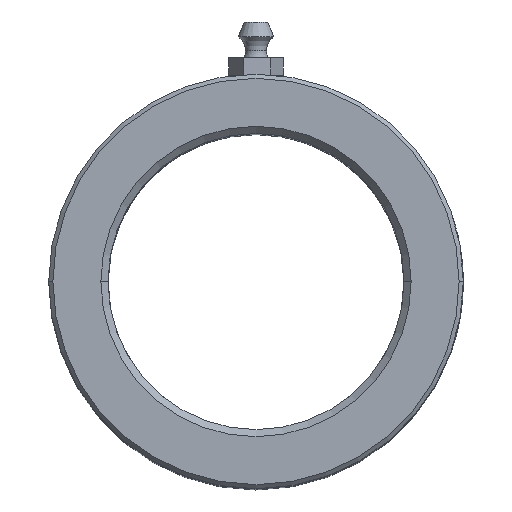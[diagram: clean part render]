
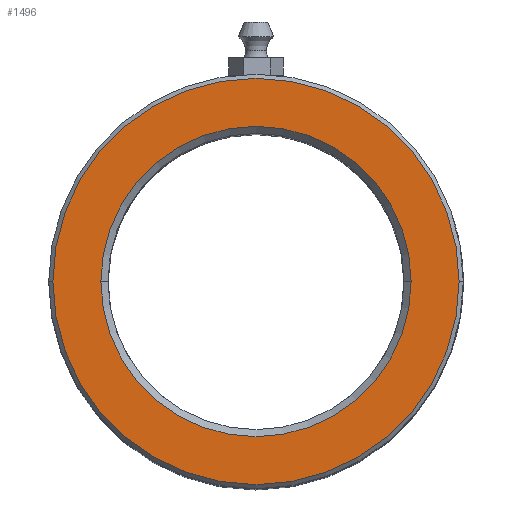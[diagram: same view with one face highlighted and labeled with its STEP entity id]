
A CAD part, top view. The second image highlights one B-rep face of the part: STEP entity #1496.
In plain terms, the highlighted planar face has unit normal (0, 0, 1).
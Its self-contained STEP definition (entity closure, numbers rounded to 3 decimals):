
#4 = ORIENTED_EDGE ( 'NONE', *, *, #4220, .T. ) ;
#261 = ORIENTED_EDGE ( 'NONE', *, *, #1918, .T. ) ;
#342 = CARTESIAN_POINT ( 'NONE',  ( 0., 0., 120. ) ) ;
#347 = DIRECTION ( 'NONE',  ( 1., 0., 0. ) ) ;
#878 = EDGE_LOOP ( 'NONE', ( #261, #4 ) ) ;
#952 = ORIENTED_EDGE ( 'NONE', *, *, #1311, .T. ) ;
#1311 = EDGE_CURVE ( 'NONE', #2818, #6703, #6413, .T. ) ;
#1383 = DIRECTION ( 'NONE',  ( 0., 0., -1. ) ) ;
#1496 = ADVANCED_FACE ( 'NONE', ( #4551, #1753 ), #6292, .T. ) ;
#1753 = FACE_BOUND ( 'NONE', #878, .T. ) ;
#1843 = ORIENTED_EDGE ( 'NONE', *, *, #7074, .T. ) ;
#1918 = EDGE_CURVE ( 'NONE', #3596, #2078, #3414, .T. ) ;
#2078 = VERTEX_POINT ( 'NONE', #6196 ) ;
#2184 = CARTESIAN_POINT ( 'NONE',  ( -34.3, 0., 120. ) ) ;
#2781 = CIRCLE ( 'NONE', #6641, 26.2 ) ;
#2818 = VERTEX_POINT ( 'NONE', #3184 ) ;
#2839 = DIRECTION ( 'NONE',  ( 0., 0., 1. ) ) ;
#2999 = AXIS2_PLACEMENT_3D ( 'NONE', #3240, #3306, #3878 ) ;
#3052 = AXIS2_PLACEMENT_3D ( 'NONE', #6272, #2839, #3415 ) ;
#3184 = CARTESIAN_POINT ( 'NONE',  ( 34.3, 0., 120. ) ) ;
#3240 = CARTESIAN_POINT ( 'NONE',  ( 0., 0., 120. ) ) ;
#3306 = DIRECTION ( 'NONE',  ( 0., 0., 1. ) ) ;
#3311 = DIRECTION ( 'NONE',  ( 0., 0., 1. ) ) ;
#3404 = CARTESIAN_POINT ( 'NONE',  ( 26.2, 0., 120. ) ) ;
#3414 = CIRCLE ( 'NONE', #6347, 26.2 ) ;
#3415 = DIRECTION ( 'NONE',  ( 1., 0., 0. ) ) ;
#3596 = VERTEX_POINT ( 'NONE', #3404 ) ;
#3878 = DIRECTION ( 'NONE',  ( 1., 0., 0. ) ) ;
#4220 = EDGE_CURVE ( 'NONE', #2078, #3596, #2781, .T. ) ;
#4538 = EDGE_LOOP ( 'NONE', ( #1843, #952 ) ) ;
#4551 = FACE_OUTER_BOUND ( 'NONE', #4538, .T. ) ;
#5654 = DIRECTION ( 'NONE',  ( 1., 0., 0. ) ) ;
#5691 = CIRCLE ( 'NONE', #2999, 34.3 ) ;
#5889 = CARTESIAN_POINT ( 'NONE',  ( 0., 0., 120. ) ) ;
#5963 = DIRECTION ( 'NONE',  ( 1., 0., 0. ) ) ;
#5999 = CARTESIAN_POINT ( 'NONE',  ( 0., 0., 120. ) ) ;
#6196 = CARTESIAN_POINT ( 'NONE',  ( -26.2, 0., 120. ) ) ;
#6272 = CARTESIAN_POINT ( 'NONE',  ( 0., 0., 120. ) ) ;
#6292 = PLANE ( 'NONE',  #3052 ) ;
#6347 = AXIS2_PLACEMENT_3D ( 'NONE', #5999, #6688, #347 ) ;
#6413 = CIRCLE ( 'NONE', #7122, 34.3 ) ;
#6641 = AXIS2_PLACEMENT_3D ( 'NONE', #5889, #1383, #5963 ) ;
#6688 = DIRECTION ( 'NONE',  ( 0., 0., -1. ) ) ;
#6703 = VERTEX_POINT ( 'NONE', #2184 ) ;
#7074 = EDGE_CURVE ( 'NONE', #6703, #2818, #5691, .T. ) ;
#7122 = AXIS2_PLACEMENT_3D ( 'NONE', #342, #3311, #5654 ) ;
